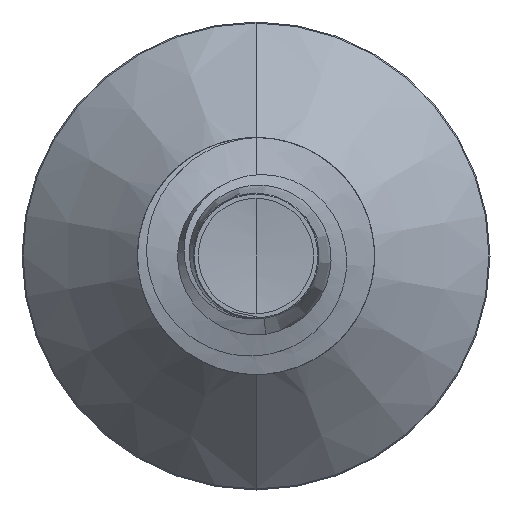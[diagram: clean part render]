
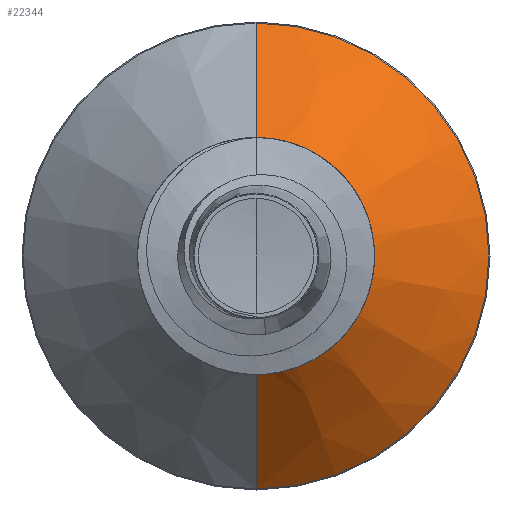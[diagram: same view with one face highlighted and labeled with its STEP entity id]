
A CAD part, front view. The second image highlights one B-rep face of the part: STEP entity #22344.
In plain terms, the highlighted conical face has half-angle 45 degrees and reference radius 3.632 mm.
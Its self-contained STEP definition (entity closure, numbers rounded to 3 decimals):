
#1369 = CARTESIAN_POINT ( 'NONE',  ( 0., 29.782, -3.632 ) ) ;
#2404 = AXIS2_PLACEMENT_3D ( 'NONE', #23735, #12141, #25161 ) ;
#3811 = AXIS2_PLACEMENT_3D ( 'NONE', #5023, #20183, #7481 ) ;
#3915 = AXIS2_PLACEMENT_3D ( 'NONE', #20096, #4909, #23660 ) ;
#4012 = VERTEX_POINT ( 'NONE', #13719 ) ;
#4442 = FACE_OUTER_BOUND ( 'NONE', #5756, .T. ) ;
#4775 = CARTESIAN_POINT ( 'NONE',  ( 0., 29.782, 3.632 ) ) ;
#4879 = CIRCLE ( 'NONE', #3811, 3.632 ) ;
#4909 = DIRECTION ( 'NONE',  ( 0., 1., 0. ) ) ;
#5023 = CARTESIAN_POINT ( 'NONE',  ( 0., 29.782, 0. ) ) ;
#5138 = CARTESIAN_POINT ( 'NONE',  ( 0., 34.015, 7.865 ) ) ;
#5756 = EDGE_LOOP ( 'NONE', ( #23054, #23631, #18785, #19340 ) ) ;
#7481 = DIRECTION ( 'NONE',  ( 0., 0., 1. ) ) ;
#8935 = CARTESIAN_POINT ( 'NONE',  ( 0., 29.782, -3.632 ) ) ;
#9254 = VERTEX_POINT ( 'NONE', #5138 ) ;
#11227 = DIRECTION ( 'NONE',  ( 0., 0.707, -0.707 ) ) ;
#12141 = DIRECTION ( 'NONE',  ( 0., 1., 0. ) ) ;
#12265 = LINE ( 'NONE', #4775, #12723 ) ;
#12723 = VECTOR ( 'NONE', #18017, 1000. ) ;
#13302 = VECTOR ( 'NONE', #11227, 1000. ) ;
#13719 = CARTESIAN_POINT ( 'NONE',  ( 0., 29.782, 3.632 ) ) ;
#14766 = VERTEX_POINT ( 'NONE', #8935 ) ;
#15365 = LINE ( 'NONE', #1369, #13302 ) ;
#18017 = DIRECTION ( 'NONE',  ( 0., 0.707, 0.707 ) ) ;
#18785 = ORIENTED_EDGE ( 'NONE', *, *, #24016, .F. ) ;
#18971 = EDGE_CURVE ( 'NONE', #4012, #9254, #12265, .T. ) ;
#19340 = ORIENTED_EDGE ( 'NONE', *, *, #18971, .F. ) ;
#20096 = CARTESIAN_POINT ( 'NONE',  ( 0., 29.782, 0. ) ) ;
#20183 = DIRECTION ( 'NONE',  ( 0., 1., 0. ) ) ;
#21333 = EDGE_CURVE ( 'NONE', #14766, #23764, #15365, .T. ) ;
#22344 = ADVANCED_FACE ( 'NONE', ( #4442 ), #26332, .T. ) ;
#22353 = EDGE_CURVE ( 'NONE', #4012, #14766, #4879, .T. ) ;
#23054 = ORIENTED_EDGE ( 'NONE', *, *, #22353, .T. ) ;
#23194 = CARTESIAN_POINT ( 'NONE',  ( 0., 34.015, -7.865 ) ) ;
#23631 = ORIENTED_EDGE ( 'NONE', *, *, #21333, .T. ) ;
#23660 = DIRECTION ( 'NONE',  ( 0., 0., 1. ) ) ;
#23735 = CARTESIAN_POINT ( 'NONE',  ( 0., 34.015, 0. ) ) ;
#23764 = VERTEX_POINT ( 'NONE', #23194 ) ;
#24016 = EDGE_CURVE ( 'NONE', #9254, #23764, #25216, .T. ) ;
#25161 = DIRECTION ( 'NONE',  ( 0., 0., 1. ) ) ;
#25216 = CIRCLE ( 'NONE', #2404, 7.865 ) ;
#26332 = CONICAL_SURFACE ( 'NONE', #3915, 3.632, 0.785 ) ;
